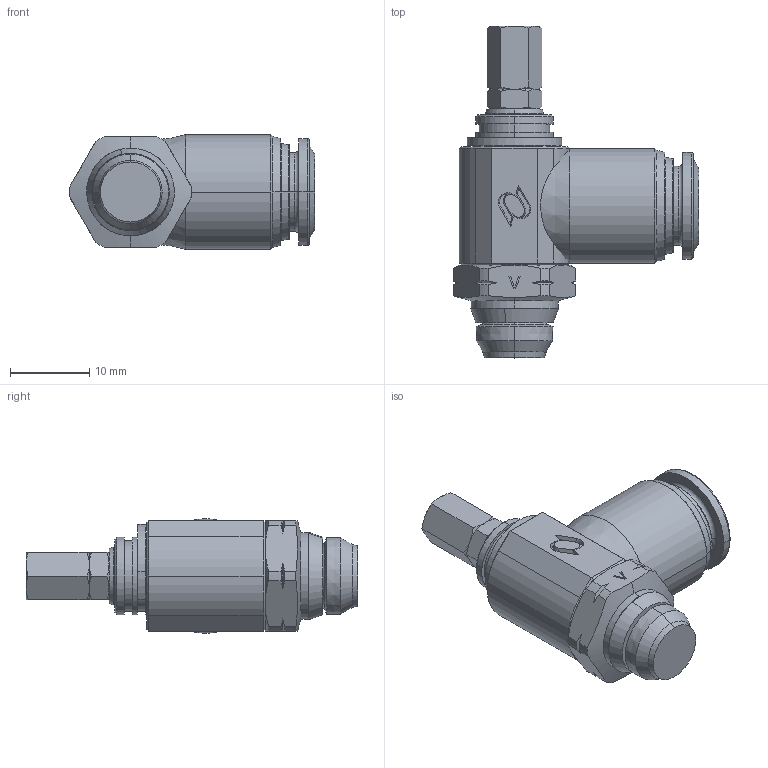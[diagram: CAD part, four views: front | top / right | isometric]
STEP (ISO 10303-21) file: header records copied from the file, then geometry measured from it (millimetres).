
FILE_DESCRIPTION (( 'STEP AP214' ), '1' );
FILE_NAME ('5791500010A.step', '2012-10-22T17:41:14', ( '' ), ( '' ), 'SwSTEP 2.0', 'SolidWorks 2012', '' );
FILE_SCHEMA (( 'AUTOMOTIVE_DESIGN' ));
Length unit declared in the file: millimetre
Products named in the file (1): 5791500010A
Bounding box: 31.05 x 42 x 14.5 mm (x, y, z)
Volume: 6586.2 mm3; surface area: 3822.3 mm2
Topology: 1 solids, 1 shells, 274 faces, 623 edges, 370 vertices
Faces by surface type: cone 96, plane 91, cylinder 59, torus 26, bspline 2
Entity records: 9546 total; most frequent: CARTESIAN_POINT 1776, DIRECTION 1327, ORIENTED_EDGE 1246, EDGE_CURVE 623, AXIS2_PLACEMENT_3D 537, VERTEX_POINT 370, EDGE_LOOP 295, FACE_OUTER_BOUND 274
